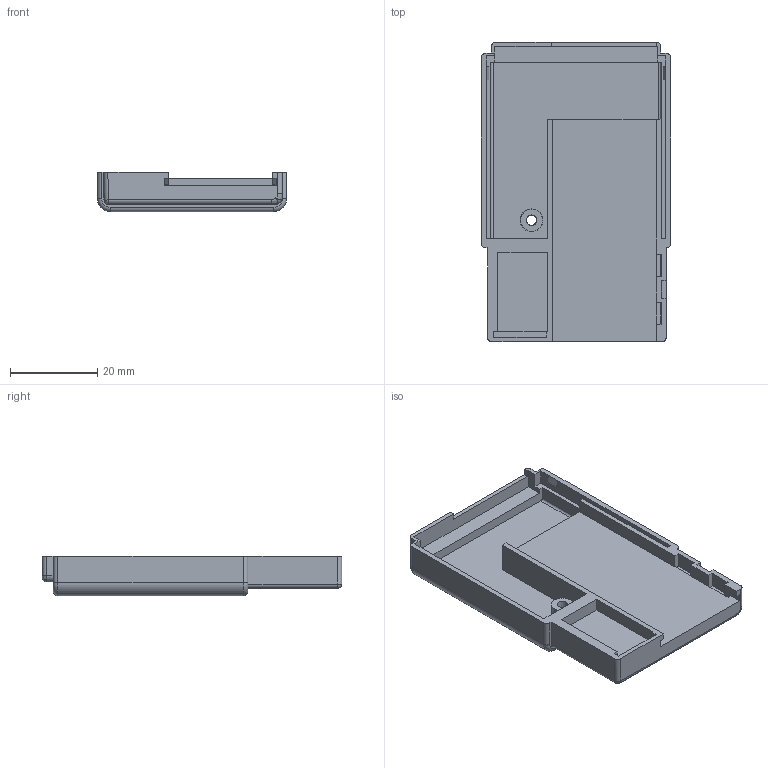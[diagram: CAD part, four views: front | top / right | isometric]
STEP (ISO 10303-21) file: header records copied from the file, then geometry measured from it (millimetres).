
FILE_DESCRIPTION((''),'2;1');
FILE_NAME('','2024-11-10T',(''),(''),'PRO/ENGINEER BY PARAMETRIC TECHNOLOGY CORPORATION, 2003250','PRO/ENGINEER BY PARAMETRIC TECHNOLOGY CORPORATION, 2003250','');
FILE_SCHEMA(('CONFIG_CONTROL_DESIGN'));
Length unit declared in the file: millimetre
Bounding box: 43.41 x 68.75 x 9.06 mm (x, y, z)
Volume: 12841.2 mm3; surface area: 9726.3 mm2
Topology: 1 solids, 1 shells, 189 faces, 522 edges, 338 vertices
Faces by surface type: plane 151, cylinder 18, cone 10, bspline 4, torus 4, sphere 2
Entity records: 6102 total; most frequent: CARTESIAN_POINT 1249, ORIENTED_EDGE 1044, DIRECTION 927, EDGE_CURVE 522, VECTOR 453, LINE 453, VERTEX_POINT 338, AXIS2_PLACEMENT_3D 237
